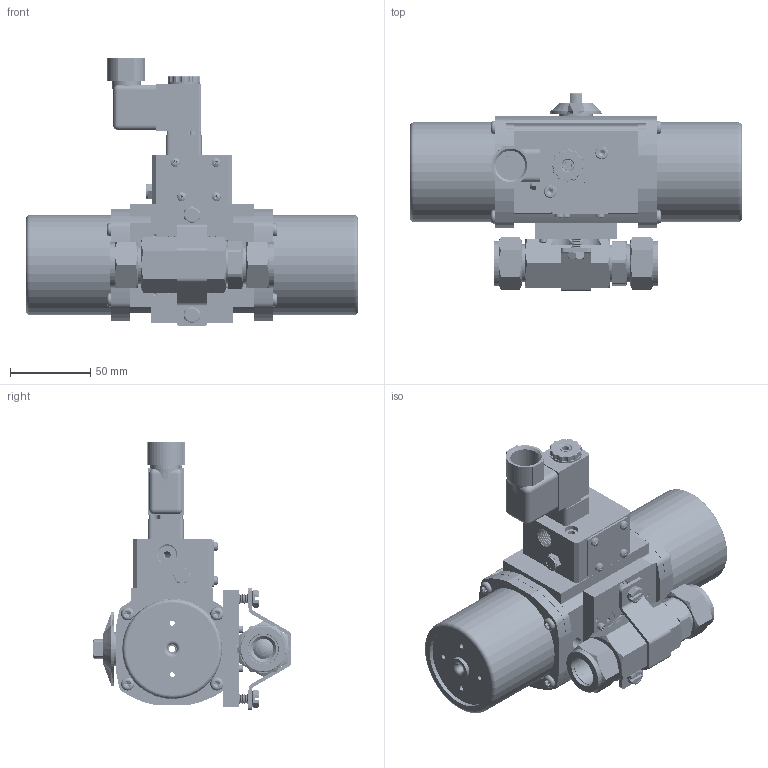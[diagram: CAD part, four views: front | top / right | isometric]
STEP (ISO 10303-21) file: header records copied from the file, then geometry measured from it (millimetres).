
FILE_DESCRIPTION (( 'STEP AP203' ), '1' );
FILE_NAME ('8205XXC12A512SR3GPDC.step', '2018-04-20T13:03:17', ( '' ), ( '' ), 'SwSTEP 2.0', 'SolidWorks 2017', '' );
FILE_SCHEMA (( 'CONFIG_CONTROL_DESIGN' ));
Length unit declared in the file: inch
Products named in the file (1): 8205XXC12A512SR3GPDC
Bounding box: 206.38 x 123.57 x 166.88 mm (x, y, z)
Volume: 570650 mm3; surface area: 258270.5 mm2
Topology: 69 solids, 69 shells, 5081 faces, 13240 edges, 8303 vertices
Faces by surface type: cylinder 2560, cone 1333, plane 850, torus 185, bspline 135, sphere 18
Entity records: 194567 total; most frequent: CARTESIAN_POINT 74951, ORIENTED_EDGE 26160, DIRECTION 25043, EDGE_CURVE 13080, AXIS2_PLACEMENT_3D 10033, VERTEX_POINT 8299, EDGE_LOOP 5465, CIRCLE 5086
